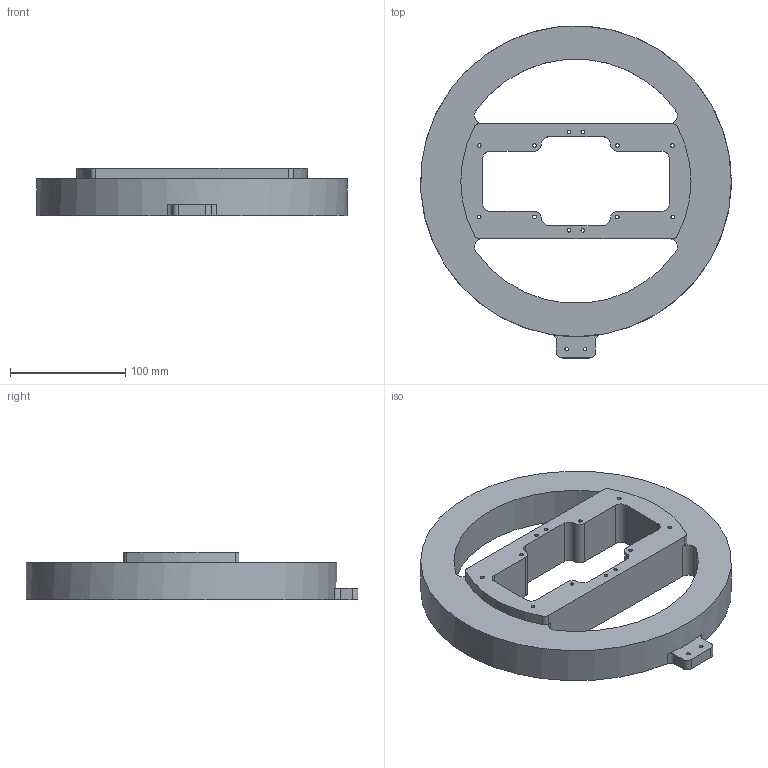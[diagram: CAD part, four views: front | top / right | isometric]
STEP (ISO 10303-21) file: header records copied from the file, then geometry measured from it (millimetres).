
FILE_DESCRIPTION(/* description */ ('Unknown'),/* implementation_level */ '2;1');
FILE_NAME(/* name */ 'MDF-Holder-Released-1',/* time_stamp */ '2021-05-28T16:43:58-05:00',/* author */ ('Unknown'),/* organization */ ('Unknown'),/* preprocessor_version */ 'ST-DEVELOPER v16.7',/* originating_system */ 'Solid Edge',/* authorisation */ 'Unknown');
FILE_SCHEMA (('AUTOMOTIVE_DESIGN {1 0 10303 214 3 1 1}'));
Length unit declared in the file: millimetre
Products named in the file (1): MDF Holder
Bounding box: 269.84 x 288.31 x 41 mm (x, y, z)
Volume: 1126344.9 mm3; surface area: 147274 mm2
Topology: 1 solids, 1 shells, 60 faces, 179 edges, 120 vertices
Faces by surface type: cylinder 43, plane 17
Full cylindrical faces by diameter (mm): 3 x2, 3.175 x12, 270 x1
Entity records: 2062 total; most frequent: DIRECTION 370, CARTESIAN_POINT 339, ORIENTED_EDGE 322, EDGE_CURVE 161, AXIS2_PLACEMENT_3D 148, VERTEX_POINT 117, EDGE_LOOP 108, FACE_BOUND 108
